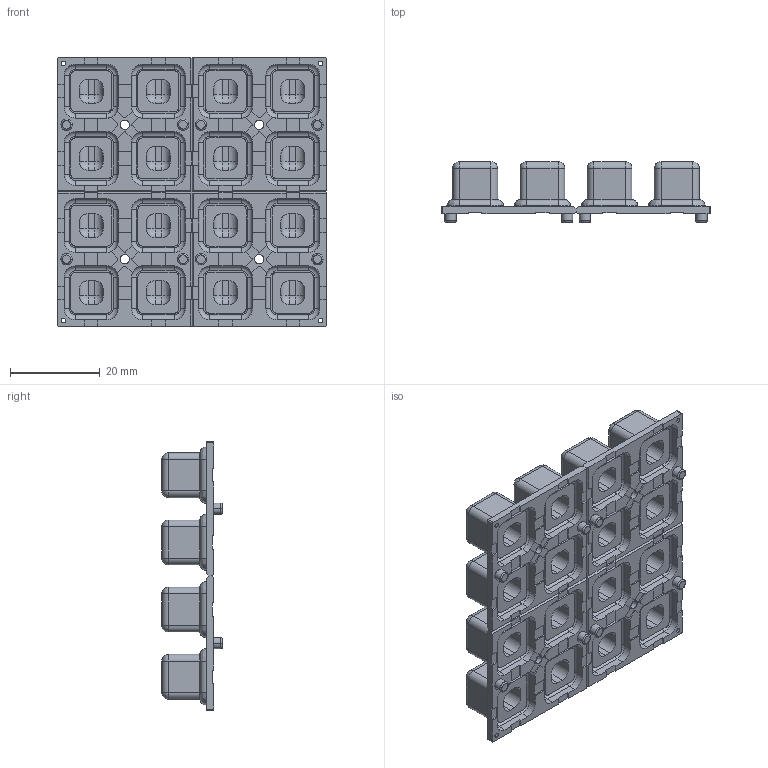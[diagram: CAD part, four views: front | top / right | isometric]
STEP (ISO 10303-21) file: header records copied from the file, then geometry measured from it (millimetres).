
FILE_DESCRIPTION((''),'2;1');
FILE_NAME('BUTTON_PAD_REV_1','2013-09-13T',('Admin'),(''),'PRO/ENGINEER BY PARAMETRIC TECHNOLOGY CORPORATION, 2009280','PRO/ENGINEER BY PARAMETRIC TECHNOLOGY CORPORATION, 2009280','');
FILE_SCHEMA(('CONFIG_CONTROL_DESIGN'));
Length unit declared in the file: millimetre
Products named in the file (1): BUTTON_PAD_REV_1
Bounding box: 60 x 13.5 x 60 mm (x, y, z)
Volume: 14834.8 mm3; surface area: 17928.2 mm2
Topology: 1 solids, 1 shells, 1648 faces, 4016 edges, 2338 vertices
Faces by surface type: plane 588, cylinder 564, extrusion 256, sphere 96, torus 80, bspline 64
Entity records: 52858 total; most frequent: CARTESIAN_POINT 15698, ORIENTED_EDGE 7840, DIRECTION 7256, EDGE_CURVE 3920, VECTOR 2536, AXIS2_PLACEMENT_3D 2360, VERTEX_POINT 2338, LINE 2280
